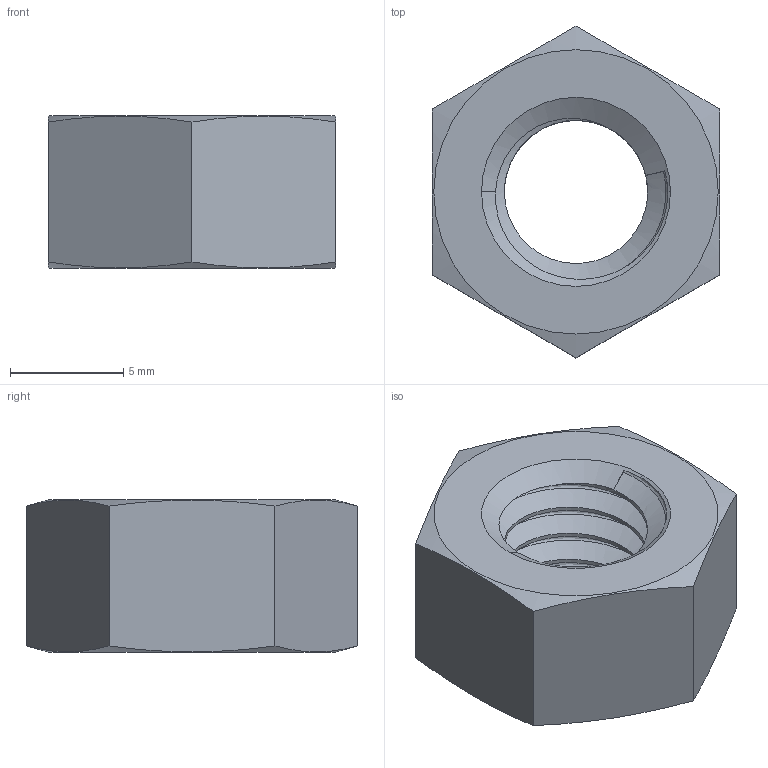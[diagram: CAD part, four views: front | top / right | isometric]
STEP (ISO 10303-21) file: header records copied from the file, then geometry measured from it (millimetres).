
FILE_DESCRIPTION (( 'STEP AP203' ), '1' );
FILE_NAME ('B009EE5LH0.3D.STEP', '2013-10-04T05:16:17', ( '' ), ( '' ), 'SwSTEP 2.0', 'SolidWorks 2010', '' );
FILE_SCHEMA (( 'CONFIG_CONTROL_DESIGN' ));
Length unit declared in the file: millimetre
Products named in the file (1): B009EE5LH0.3D
Bounding box: 12.7 x 14.66 x 6.75 mm (x, y, z)
Volume: 655 mm3; surface area: 725.6 mm2
Topology: 1 solids, 1 shells, 29 faces, 81 edges, 54 vertices
Faces by surface type: cylinder 9, plane 9, cone 8, bspline 3
Entity records: 2803 total; most frequent: CARTESIAN_POINT 2091, ORIENTED_EDGE 162, DIRECTION 98, EDGE_CURVE 81, VERTEX_POINT 54, AXIS2_PLACEMENT_3D 37, EDGE_LOOP 31, ADVANCED_FACE 29
